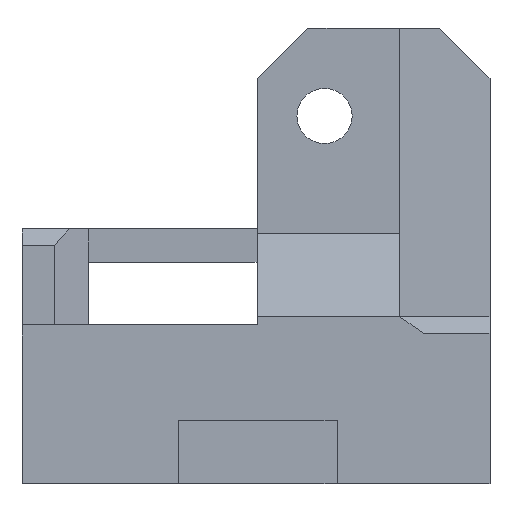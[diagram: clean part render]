
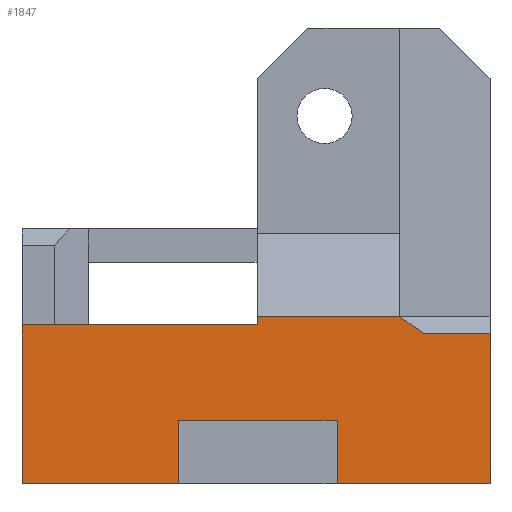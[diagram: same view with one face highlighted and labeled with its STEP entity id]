
A CAD part, left-side view. The second image highlights one B-rep face of the part: STEP entity #1847.
In plain terms, the highlighted planar face has unit normal (-1, 0, 0).
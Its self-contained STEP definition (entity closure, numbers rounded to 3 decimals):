
#76=PLANE('',#1956);
#166=FACE_OUTER_BOUND('',#269,.T.);
#269=EDGE_LOOP('',(#1524,#1525,#1526,#1527,#1528,#1529,#1530,#1531,#1532,
#1533,#1534,#1535,#1536));
#371=LINE('',#2618,#611);
#375=LINE('',#2626,#615);
#379=LINE('',#2634,#619);
#430=LINE('',#2738,#670);
#433=LINE('',#2745,#673);
#437=LINE('',#2753,#677);
#440=LINE('',#2758,#680);
#442=LINE('',#2762,#682);
#449=LINE('',#2784,#689);
#457=LINE('',#2800,#697);
#458=LINE('',#2803,#698);
#460=LINE('',#2807,#700);
#461=LINE('',#2808,#701);
#611=VECTOR('',#2117,10.);
#615=VECTOR('',#2125,10.);
#619=VECTOR('',#2133,10.);
#670=VECTOR('',#2222,10.);
#673=VECTOR('',#2227,10.);
#677=VECTOR('',#2233,10.);
#680=VECTOR('',#2238,10.);
#682=VECTOR('',#2242,10.);
#689=VECTOR('',#2263,10.);
#697=VECTOR('',#2275,10.);
#698=VECTOR('',#2280,10.);
#700=VECTOR('',#2286,10.);
#701=VECTOR('',#2287,10.);
#864=VERTEX_POINT('',#2615);
#865=VERTEX_POINT('',#2617);
#867=VERTEX_POINT('',#2625);
#869=VERTEX_POINT('',#2633);
#902=VERTEX_POINT('',#2735);
#903=VERTEX_POINT('',#2737);
#905=VERTEX_POINT('',#2743);
#906=VERTEX_POINT('',#2744);
#909=VERTEX_POINT('',#2752);
#910=VERTEX_POINT('',#2756);
#911=VERTEX_POINT('',#2761);
#919=VERTEX_POINT('',#2782);
#925=VERTEX_POINT('',#2798);
#1054=EDGE_CURVE('',#865,#864,#371,.T.);
#1058=EDGE_CURVE('',#867,#865,#375,.T.);
#1062=EDGE_CURVE('',#869,#867,#379,.T.);
#1115=EDGE_CURVE('',#903,#902,#430,.T.);
#1118=EDGE_CURVE('',#905,#906,#433,.T.);
#1122=EDGE_CURVE('',#909,#906,#437,.T.);
#1125=EDGE_CURVE('',#905,#910,#440,.T.);
#1127=EDGE_CURVE('',#911,#909,#442,.T.);
#1137=EDGE_CURVE('',#902,#919,#449,.T.);
#1145=EDGE_CURVE('',#925,#919,#457,.T.);
#1146=EDGE_CURVE('',#903,#910,#458,.T.);
#1148=EDGE_CURVE('',#864,#911,#460,.T.);
#1149=EDGE_CURVE('',#925,#869,#461,.T.);
#1524=ORIENTED_EDGE('',*,*,#1054,.T.);
#1525=ORIENTED_EDGE('',*,*,#1148,.T.);
#1526=ORIENTED_EDGE('',*,*,#1127,.T.);
#1527=ORIENTED_EDGE('',*,*,#1122,.T.);
#1528=ORIENTED_EDGE('',*,*,#1118,.F.);
#1529=ORIENTED_EDGE('',*,*,#1125,.T.);
#1530=ORIENTED_EDGE('',*,*,#1146,.F.);
#1531=ORIENTED_EDGE('',*,*,#1115,.T.);
#1532=ORIENTED_EDGE('',*,*,#1137,.T.);
#1533=ORIENTED_EDGE('',*,*,#1145,.F.);
#1534=ORIENTED_EDGE('',*,*,#1149,.T.);
#1535=ORIENTED_EDGE('',*,*,#1062,.T.);
#1536=ORIENTED_EDGE('',*,*,#1058,.T.);
#1847=ADVANCED_FACE('',(#166),#76,.T.);
#1956=AXIS2_PLACEMENT_3D('',#2806,#2284,#2285);
#2117=DIRECTION('',(0.,0.,-1.));
#2125=DIRECTION('',(0.,-1.,0.));
#2133=DIRECTION('',(0.,0.,1.));
#2222=DIRECTION('',(0.,0.,-1.));
#2227=DIRECTION('',(0.,-0.816,-0.577));
#2233=DIRECTION('',(0.,1.,0.));
#2238=DIRECTION('',(0.,0.,1.));
#2242=DIRECTION('',(0.,0.,1.));
#2263=DIRECTION('',(0.,1.,0.));
#2275=DIRECTION('',(0.,0.,1.));
#2280=DIRECTION('',(0.,-1.,0.));
#2284=DIRECTION('center_axis',(-1.,0.,0.));
#2285=DIRECTION('ref_axis',(0.,0.,-1.));
#2286=DIRECTION('',(0.,-1.,0.));
#2287=DIRECTION('',(0.,-1.,0.));
#2615=CARTESIAN_POINT('',(22.068,45.25,-5.));
#2617=CARTESIAN_POINT('',(22.068,45.25,-1.2));
#2618=CARTESIAN_POINT('',(22.068,45.25,-0.25));
#2625=CARTESIAN_POINT('',(22.068,54.75,-1.2));
#2626=CARTESIAN_POINT('',(22.068,57.05,-1.2));
#2633=CARTESIAN_POINT('',(22.068,54.75,-5.));
#2634=CARTESIAN_POINT('',(22.068,54.75,-0.25));
#2735=CARTESIAN_POINT('',(22.068,50.,4.5));
#2737=CARTESIAN_POINT('',(22.068,50.,5.018));
#2738=CARTESIAN_POINT('',(22.068,50.,8.688));
#2743=CARTESIAN_POINT('',(22.068,41.5,5.));
#2744=CARTESIAN_POINT('',(22.068,40.086,4.));
#2745=CARTESIAN_POINT('',(22.068,48.23,9.759));
#2752=CARTESIAN_POINT('',(22.068,36.1,4.));
#2753=CARTESIAN_POINT('',(22.068,51.055,4.));
#2756=CARTESIAN_POINT('',(22.068,41.5,5.018));
#2758=CARTESIAN_POINT('',(22.068,41.5,13.375));
#2761=CARTESIAN_POINT('',(22.068,36.1,-5.));
#2762=CARTESIAN_POINT('',(22.068,36.1,20.25));
#2782=CARTESIAN_POINT('',(22.068,64.1,4.5));
#2784=CARTESIAN_POINT('',(22.068,64.1,4.5));
#2798=CARTESIAN_POINT('',(22.068,64.1,-5.));
#2800=CARTESIAN_POINT('',(22.068,64.1,15.25));
#2803=CARTESIAN_POINT('',(22.068,36.1,5.018));
#2806=CARTESIAN_POINT('Origin',(22.068,64.1,4.5));
#2807=CARTESIAN_POINT('',(22.068,64.1,-5.));
#2808=CARTESIAN_POINT('',(22.068,64.1,-5.));
